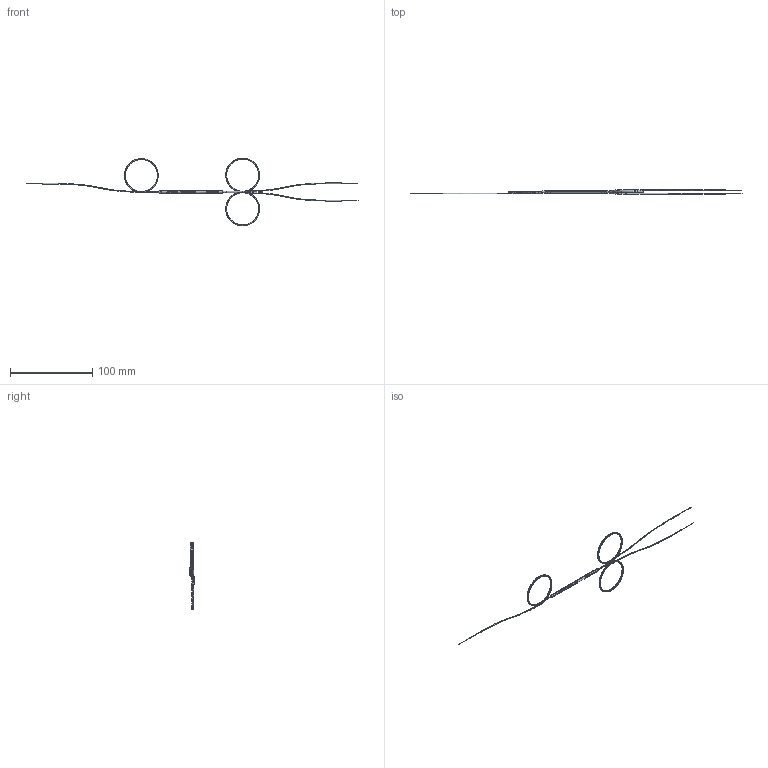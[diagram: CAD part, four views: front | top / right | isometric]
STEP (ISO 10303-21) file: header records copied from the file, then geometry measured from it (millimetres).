
FILE_DESCRIPTION (( 'STEP AP203' ), '1' );
FILE_NAME ('TTN170163-E0W.STEP', '2018-12-07T16:29:59', ( '' ), ( '' ), 'SwSTEP 2.0', 'SolidWorks 2018', '' );
FILE_SCHEMA (( 'CONFIG_CONTROL_DESIGN' ));
Length unit declared in the file: millimetre
Products named in the file (12): DWG1540; DWG1529; LA000PLBTTB; LA000PLBTTW; DWG1751_42-2mm; LA000PLBTTR; PANDA 980_60; PANDA 1550_40; DWG1631_75mm; TTN170163-E0W; DWG1528; DWG1553
Assembly tree (14 placements, depth 2):
  TTN170163-E0W
    DWG1751_42-2mm
    PANDA 980_60  x2
    DWG1631_75mm
    DWG1528
    DWG1553
    DWG1540
    DWG1529
    LA000PLBTTB
    LA000PLBTTW
    LA000PLBTTR
    PANDA 1550_40  x3
Bounding box: 403 x 5.1 x 81.85 mm (x, y, z)
Volume: 833 mm3; surface area: 7381.5 mm2
Topology: 14 solids, 14 shells, 257 faces, 1123 edges, 988 vertices
Faces by surface type: cylinder 156, plane 41, bspline 34, cone 15, torus 11
Entity records: 25371 total; most frequent: CARTESIAN_POINT 15302, ORIENTED_EDGE 2210, DIRECTION 1350, EDGE_CURVE 1105, VERTEX_POINT 976, AXIS2_PLACEMENT_3D 543, B_SPLINE_CURVE_WITH_KNOTS 514, EDGE_LOOP 355
